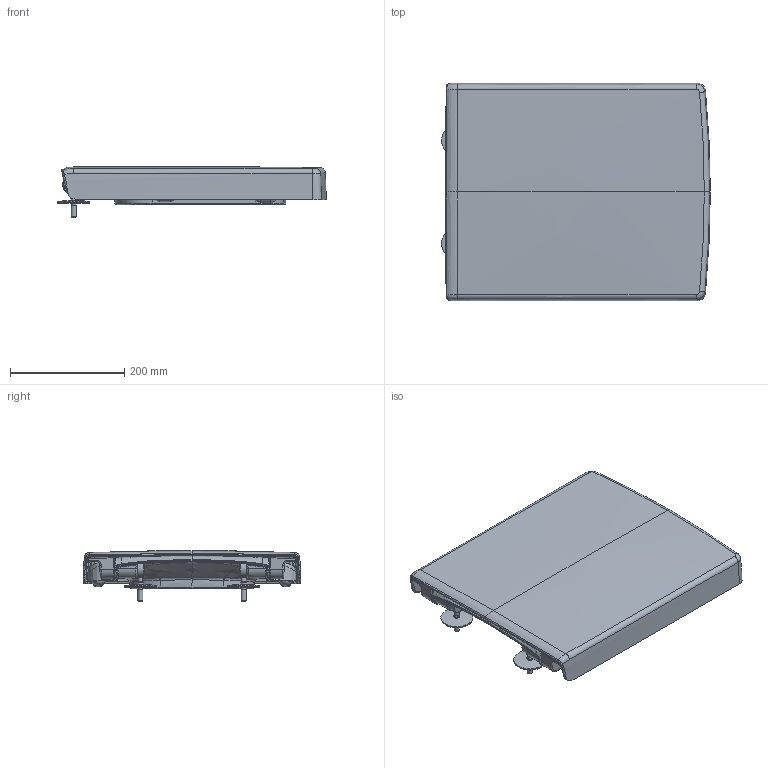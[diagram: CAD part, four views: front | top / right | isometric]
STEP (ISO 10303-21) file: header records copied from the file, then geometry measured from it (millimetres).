
FILE_DESCRIPTION(/* description */ (''),/* implementation_level */ '2;1');
FILE_NAME(/* name */ '9M17S1_WCS.stp',/* time_stamp */ '2021-10-26T09:28:14+02:00',/* author */ (''),/* organization */ (''),/* preprocessor_version */ 'ST-DEVELOPER v18.1',/* originating_system */ 'SIEMENS PLM Software NX 1973',/* authorisation */ '');
FILE_SCHEMA (('AUTOMOTIVE_DESIGN { 1 0 10303 214 3 1 1 1 }'));
Products named in the file (1): Muel53B0176Bklcx
Bounding box: 471 x 382 x 89.35 mm (x, y, z)
Volume: 1994913 mm3; surface area: 800194.2 mm2
Topology: 11 solids, 11 shells, 882 faces, 2139 edges, 1242 vertices
Faces by surface type: bspline 582, cylinder 141, plane 62, extrusion 25, sphere 23, torus 21, revolution 20, cone 8
Full cylindrical faces by diameter (mm): 8 x4, 8.2 x3, 8.85 x2, 9 x2, 9.1 x2, 10 x2, 27.528 x3
Entity records: 104616 total; most frequent: CARTESIAN_POINT 89409, ORIENTED_EDGE 4056, EDGE_CURVE 2028, B_SPLINE_CURVE_WITH_KNOTS 1539, DIRECTION 1341, VERTEX_POINT 1212, EDGE_LOOP 936, ADVANCED_FACE 882
